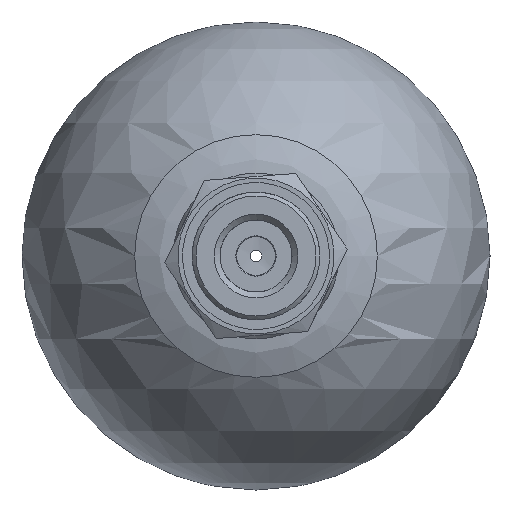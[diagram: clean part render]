
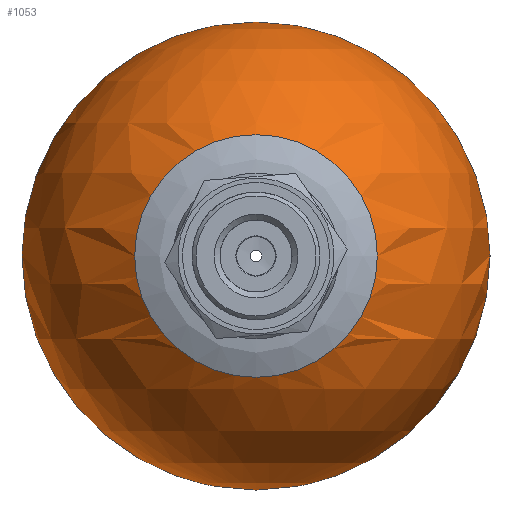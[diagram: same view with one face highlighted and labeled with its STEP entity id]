
A CAD part, front view. The second image highlights one B-rep face of the part: STEP entity #1053.
In plain terms, the highlighted spherical face has radius 60.5 mm.
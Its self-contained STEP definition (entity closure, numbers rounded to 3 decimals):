
#1019=CARTESIAN_POINT('',(60.5,49.5,0.0));
#1020=VERTEX_POINT('',#1019);
#1021=CARTESIAN_POINT('',(0.0,49.5,0.0));
#1022=DIRECTION('',(0.0,-1.0,0.0));
#1023=DIRECTION('',(1.0,0.0,0.0));
#1024=AXIS2_PLACEMENT_3D('',#1021,#1022,#1023);
#1025=CIRCLE('',#1024,60.5);
#1026=EDGE_CURVE('',#1020,#1020,#1025,.T.);
#1034=CARTESIAN_POINT('',(0.0,49.5,0.0));
#1035=DIRECTION('',(0.0,0.0,1.0));
#1036=DIRECTION('',(1.0,0.0,0.0));
#1037=AXIS2_PLACEMENT_3D('',#1034,#1035,#1036);
#1038=SPHERICAL_SURFACE('',#1037,60.5);
#1039=CARTESIAN_POINT('',(31.37,-2.232,0.0));
#1040=VERTEX_POINT('',#1039);
#1041=CARTESIAN_POINT('',(0.0,-2.232,0.0));
#1042=DIRECTION('',(0.0,-1.0,0.0));
#1043=DIRECTION('',(1.0,0.0,0.0));
#1044=AXIS2_PLACEMENT_3D('',#1041,#1042,#1043);
#1045=CIRCLE('',#1044,31.37);
#1046=EDGE_CURVE('',#1040,#1040,#1045,.T.);
#1047=ORIENTED_EDGE('',*,*,#1046,.F.);
#1048=EDGE_LOOP('',(#1047));
#1049=FACE_OUTER_BOUND('',#1048,.T.);
#1050=ORIENTED_EDGE('',*,*,#1026,.T.);
#1051=EDGE_LOOP('',(#1050));
#1052=FACE_BOUND('',#1051,.T.);
#1053=ADVANCED_FACE('',(#1049,#1052),#1038,.T.);
